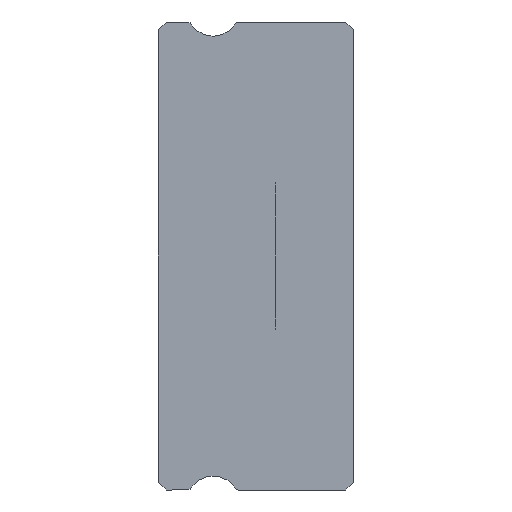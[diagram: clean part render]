
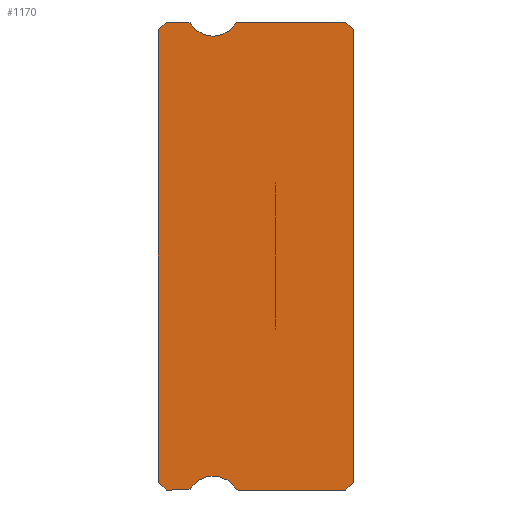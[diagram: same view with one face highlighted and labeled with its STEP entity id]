
A CAD part, left-side view. The second image highlights one B-rep face of the part: STEP entity #1170.
In plain terms, the highlighted planar face has unit normal (-1, 0, 0).
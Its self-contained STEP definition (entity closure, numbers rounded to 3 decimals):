
#37 = CIRCLE ( 'NONE', #832, 0.15 ) ;
#153 = DIRECTION ( 'NONE',  ( 1., 0., 0. ) ) ;
#257 = DIRECTION ( 'NONE',  ( 0., 1., 0. ) ) ;
#330 = CIRCLE ( 'NONE', #5042, 1. ) ;
#372 = CARTESIAN_POINT ( 'NONE',  ( -5., 7.2, 9. ) ) ;
#420 = CIRCLE ( 'NONE', #3855, 0.15 ) ;
#451 = ORIENTED_EDGE ( 'NONE', *, *, #4063, .T. ) ;
#505 = CARTESIAN_POINT ( 'NONE',  ( -5., 6.381, -9. ) ) ;
#583 = ORIENTED_EDGE ( 'NONE', *, *, #5648, .T. ) ;
#692 = AXIS2_PLACEMENT_3D ( 'NONE', #5207, #5233, #991 ) ;
#702 = VERTEX_POINT ( 'NONE', #1266 ) ;
#802 = LINE ( 'NONE', #3211, #5887 ) ;
#806 = CARTESIAN_POINT ( 'NONE',  ( -5., 6.381, -9. ) ) ;
#825 = AXIS2_PLACEMENT_3D ( 'NONE', #5492, #5525, #5462 ) ;
#832 = AXIS2_PLACEMENT_3D ( 'NONE', #5740, #2060, #5351 ) ;
#856 = ORIENTED_EDGE ( 'NONE', *, *, #2058, .T. ) ;
#981 = VERTEX_POINT ( 'NONE', #1493 ) ;
#991 = DIRECTION ( 'NONE',  ( 0., 0., -1. ) ) ;
#1010 = ORIENTED_EDGE ( 'NONE', *, *, #5549, .F. ) ;
#1065 = CARTESIAN_POINT ( 'NONE',  ( -5., 7.2, 9. ) ) ;
#1130 = CARTESIAN_POINT ( 'NONE',  ( -5., 6.381, 8.85 ) ) ;
#1133 = CARTESIAN_POINT ( 'NONE',  ( -5., 0., -8.7 ) ) ;
#1137 = EDGE_CURVE ( 'NONE', #4407, #3906, #5623, .T. ) ;
#1142 = EDGE_CURVE ( 'NONE', #4227, #2032, #1502, .T. ) ;
#1165 = CARTESIAN_POINT ( 'NONE',  ( -5., 7.5, 8.85 ) ) ;
#1170 = ADVANCED_FACE ( 'NONE', ( #2030 ), #2090, .F. ) ;
#1266 = CARTESIAN_POINT ( 'NONE',  ( -5., 0.3, -9. ) ) ;
#1283 = VERTEX_POINT ( 'NONE', #372 ) ;
#1292 = VERTEX_POINT ( 'NONE', #6063 ) ;
#1306 = VECTOR ( 'NONE', #4606, 1000. ) ;
#1444 = CARTESIAN_POINT ( 'NONE',  ( -5., 0., 8.7 ) ) ;
#1493 = CARTESIAN_POINT ( 'NONE',  ( -5., 7.5, 8.7 ) ) ;
#1502 = CIRCLE ( 'NONE', #3282, 0.15 ) ;
#1557 = CARTESIAN_POINT ( 'NONE',  ( -5., 0.3, 9. ) ) ;
#1598 = CIRCLE ( 'NONE', #825, 1. ) ;
#1676 = VERTEX_POINT ( 'NONE', #3793 ) ;
#1738 = DIRECTION ( 'NONE',  ( 0., -1., 0. ) ) ;
#1741 = DIRECTION ( 'NONE',  ( -1., 0., 0. ) ) ;
#1836 = EDGE_CURVE ( 'NONE', #4975, #3852, #5793, .T. ) ;
#1861 = EDGE_CURVE ( 'NONE', #3938, #702, #2091, .T. ) ;
#1897 = EDGE_CURVE ( 'NONE', #2613, #3257, #420, .T. ) ;
#1951 = ORIENTED_EDGE ( 'NONE', *, *, #1897, .F. ) ;
#2024 = DIRECTION ( 'NONE',  ( 0., 1., 0. ) ) ;
#2030 = FACE_OUTER_BOUND ( 'NONE', #2464, .T. ) ;
#2032 = VERTEX_POINT ( 'NONE', #5787 ) ;
#2058 = EDGE_CURVE ( 'NONE', #2613, #1283, #5279, .T. ) ;
#2060 = DIRECTION ( 'NONE',  ( 1., 0., 0. ) ) ;
#2085 = CARTESIAN_POINT ( 'NONE',  ( -5., 4.547, 8.928 ) ) ;
#2090 = PLANE ( 'NONE',  #4266 ) ;
#2091 = LINE ( 'NONE', #5375, #5516 ) ;
#2126 = DIRECTION ( 'NONE',  ( 1., 0., 0. ) ) ;
#2158 = LINE ( 'NONE', #1165, #4341 ) ;
#2203 = VECTOR ( 'NONE', #4347, 1000. ) ;
#2222 = VERTEX_POINT ( 'NONE', #3741 ) ;
#2264 = VECTOR ( 'NONE', #4655, 1000. ) ;
#2306 = CARTESIAN_POINT ( 'NONE',  ( -5., 6.381, 8.85 ) ) ;
#2334 = CARTESIAN_POINT ( 'NONE',  ( -5., 4.419, -9. ) ) ;
#2464 = EDGE_LOOP ( 'NONE', ( #2826, #451, #583, #5267, #3463, #5742, #3193, #3069, #5236, #3430, #5123, #3350, #1010, #4597, #1951, #856, #4612 ) ) ;
#2465 = CARTESIAN_POINT ( 'NONE',  ( -5., 7.2, -9. ) ) ;
#2476 = VECTOR ( 'NONE', #2024, 1000. ) ;
#2500 = DIRECTION ( 'NONE',  ( 0., 0.707, -0.707 ) ) ;
#2578 = VERTEX_POINT ( 'NONE', #505 ) ;
#2613 = VERTEX_POINT ( 'NONE', #5149 ) ;
#2633 = EDGE_CURVE ( 'NONE', #3938, #3852, #5627, .T. ) ;
#2646 = LINE ( 'NONE', #4517, #5016 ) ;
#2679 = VECTOR ( 'NONE', #5315, 1000. ) ;
#2741 = LINE ( 'NONE', #4124, #1306 ) ;
#2826 = ORIENTED_EDGE ( 'NONE', *, *, #3120, .F. ) ;
#2894 = EDGE_CURVE ( 'NONE', #2032, #4975, #2646, .T. ) ;
#3027 = EDGE_CURVE ( 'NONE', #3257, #4584, #4718, .T. ) ;
#3042 = CARTESIAN_POINT ( 'NONE',  ( -5., 4.419, -8.85 ) ) ;
#3069 = ORIENTED_EDGE ( 'NONE', *, *, #1861, .F. ) ;
#3120 = EDGE_CURVE ( 'NONE', #1676, #981, #2158, .T. ) ;
#3138 = DIRECTION ( 'NONE',  ( 0., 0., -1. ) ) ;
#3193 = ORIENTED_EDGE ( 'NONE', *, *, #4979, .F. ) ;
#3211 = CARTESIAN_POINT ( 'NONE',  ( -5., 7.5, 8.7 ) ) ;
#3232 = EDGE_CURVE ( 'NONE', #1283, #981, #802, .T. ) ;
#3257 = VERTEX_POINT ( 'NONE', #4187 ) ;
#3282 = AXIS2_PLACEMENT_3D ( 'NONE', #3543, #4377, #5403 ) ;
#3350 = ORIENTED_EDGE ( 'NONE', *, *, #1142, .F. ) ;
#3430 = ORIENTED_EDGE ( 'NONE', *, *, #1836, .F. ) ;
#3463 = ORIENTED_EDGE ( 'NONE', *, *, #5625, .F. ) ;
#3543 = CARTESIAN_POINT ( 'NONE',  ( -5., 4.419, 8.85 ) ) ;
#3612 = DIRECTION ( 'NONE',  ( 0., 0., 1. ) ) ;
#3660 = CARTESIAN_POINT ( 'NONE',  ( -5., 5.4, 8.45 ) ) ;
#3696 = DIRECTION ( 'NONE',  ( 0., 0., -1. ) ) ;
#3699 = DIRECTION ( 'NONE',  ( 0., 0.707, -0.707 ) ) ;
#3741 = CARTESIAN_POINT ( 'NONE',  ( -5., 6.253, -8.928 ) ) ;
#3793 = CARTESIAN_POINT ( 'NONE',  ( -5., 7.5, -8.7 ) ) ;
#3852 = VERTEX_POINT ( 'NONE', #5109 ) ;
#3855 = AXIS2_PLACEMENT_3D ( 'NONE', #2306, #4583, #3696 ) ;
#3906 = VERTEX_POINT ( 'NONE', #4705 ) ;
#3912 = DIRECTION ( 'NONE',  ( 0., 0., -1. ) ) ;
#3938 = VERTEX_POINT ( 'NONE', #1133 ) ;
#3978 = LINE ( 'NONE', #2465, #2203 ) ;
#4063 = EDGE_CURVE ( 'NONE', #1676, #1292, #3978, .T. ) ;
#4076 = VECTOR ( 'NONE', #257, 1000. ) ;
#4082 = EDGE_CURVE ( 'NONE', #2222, #2578, #37, .T. ) ;
#4124 = CARTESIAN_POINT ( 'NONE',  ( -5., 6.381, -9. ) ) ;
#4187 = CARTESIAN_POINT ( 'NONE',  ( -5., 6.253, 8.928 ) ) ;
#4227 = VERTEX_POINT ( 'NONE', #2085 ) ;
#4266 = AXIS2_PLACEMENT_3D ( 'NONE', #1130, #153, #3912 ) ;
#4341 = VECTOR ( 'NONE', #3612, 1000. ) ;
#4347 = DIRECTION ( 'NONE',  ( 0., -0.707, -0.707 ) ) ;
#4377 = DIRECTION ( 'NONE',  ( 1., 0., 0. ) ) ;
#4407 = VERTEX_POINT ( 'NONE', #2334 ) ;
#4517 = CARTESIAN_POINT ( 'NONE',  ( -5., 6.381, 9. ) ) ;
#4583 = DIRECTION ( 'NONE',  ( 1., 0., 0. ) ) ;
#4584 = VERTEX_POINT ( 'NONE', #3660 ) ;
#4597 = ORIENTED_EDGE ( 'NONE', *, *, #3027, .F. ) ;
#4606 = DIRECTION ( 'NONE',  ( 0., -1., 0. ) ) ;
#4612 = ORIENTED_EDGE ( 'NONE', *, *, #3232, .T. ) ;
#4655 = DIRECTION ( 'NONE',  ( 0., 0., 1. ) ) ;
#4705 = CARTESIAN_POINT ( 'NONE',  ( -5., 4.547, -8.928 ) ) ;
#4718 = CIRCLE ( 'NONE', #692, 1. ) ;
#4849 = AXIS2_PLACEMENT_3D ( 'NONE', #3042, #2126, #4919 ) ;
#4919 = DIRECTION ( 'NONE',  ( 0., 0., -1. ) ) ;
#4929 = LINE ( 'NONE', #806, #4076 ) ;
#4975 = VERTEX_POINT ( 'NONE', #5022 ) ;
#4979 = EDGE_CURVE ( 'NONE', #702, #4407, #4929, .T. ) ;
#5016 = VECTOR ( 'NONE', #1738, 1000. ) ;
#5022 = CARTESIAN_POINT ( 'NONE',  ( -5., 0.3, 9. ) ) ;
#5042 = AXIS2_PLACEMENT_3D ( 'NONE', #5946, #1741, #3138 ) ;
#5109 = CARTESIAN_POINT ( 'NONE',  ( -5., 0., 8.7 ) ) ;
#5123 = ORIENTED_EDGE ( 'NONE', *, *, #2894, .F. ) ;
#5149 = CARTESIAN_POINT ( 'NONE',  ( -5., 6.381, 9. ) ) ;
#5207 = CARTESIAN_POINT ( 'NONE',  ( -5., 5.4, 9.45 ) ) ;
#5233 = DIRECTION ( 'NONE',  ( -1., 0., 0. ) ) ;
#5236 = ORIENTED_EDGE ( 'NONE', *, *, #2633, .T. ) ;
#5267 = ORIENTED_EDGE ( 'NONE', *, *, #4082, .F. ) ;
#5279 = LINE ( 'NONE', #1065, #2476 ) ;
#5315 = DIRECTION ( 'NONE',  ( 0., -0.707, -0.707 ) ) ;
#5351 = DIRECTION ( 'NONE',  ( 0., 0., -1. ) ) ;
#5375 = CARTESIAN_POINT ( 'NONE',  ( -5., 0., -8.7 ) ) ;
#5403 = DIRECTION ( 'NONE',  ( 0., 0., -1. ) ) ;
#5462 = DIRECTION ( 'NONE',  ( 0., 0., -1. ) ) ;
#5492 = CARTESIAN_POINT ( 'NONE',  ( -5., 5.4, -9.45 ) ) ;
#5516 = VECTOR ( 'NONE', #2500, 1000. ) ;
#5525 = DIRECTION ( 'NONE',  ( -1., 0., 0. ) ) ;
#5549 = EDGE_CURVE ( 'NONE', #4584, #4227, #330, .T. ) ;
#5623 = CIRCLE ( 'NONE', #4849, 0.15 ) ;
#5625 = EDGE_CURVE ( 'NONE', #3906, #2222, #1598, .T. ) ;
#5627 = LINE ( 'NONE', #1444, #2264 ) ;
#5648 = EDGE_CURVE ( 'NONE', #1292, #2578, #2741, .T. ) ;
#5740 = CARTESIAN_POINT ( 'NONE',  ( -5., 6.381, -8.85 ) ) ;
#5742 = ORIENTED_EDGE ( 'NONE', *, *, #1137, .F. ) ;
#5787 = CARTESIAN_POINT ( 'NONE',  ( -5., 4.419, 9. ) ) ;
#5793 = LINE ( 'NONE', #1557, #2679 ) ;
#5887 = VECTOR ( 'NONE', #3699, 1000. ) ;
#5946 = CARTESIAN_POINT ( 'NONE',  ( -5., 5.4, 9.45 ) ) ;
#6063 = CARTESIAN_POINT ( 'NONE',  ( -5., 7.2, -9. ) ) ;
